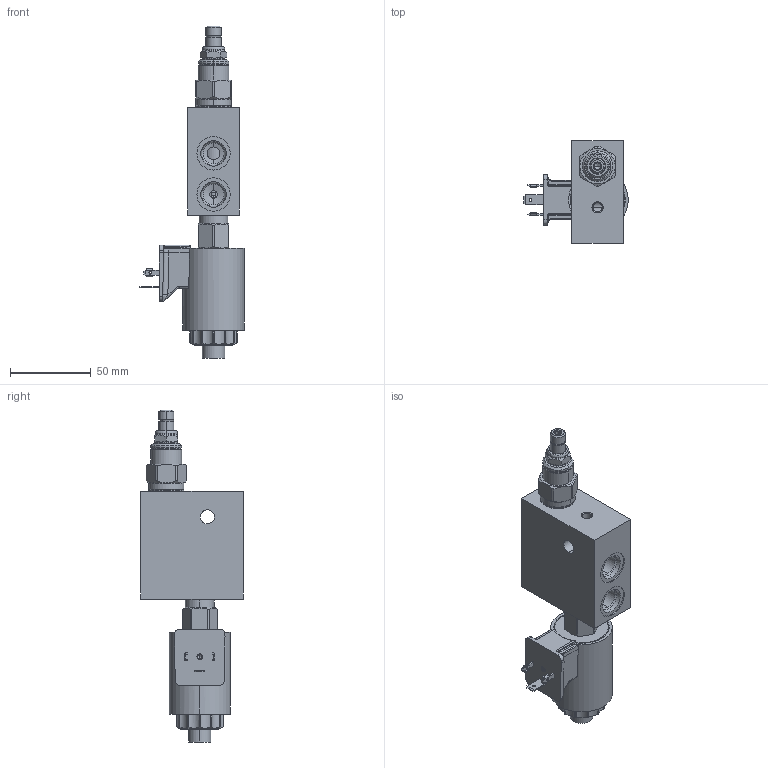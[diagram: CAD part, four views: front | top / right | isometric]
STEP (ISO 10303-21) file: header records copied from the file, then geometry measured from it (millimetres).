
FILE_DESCRIPTION((''),'2;1');
FILE_NAME('XRAGLANFI224_ASM','2023-12-05T',('ProEService'),(''),'PRO/ENGINEER BY PARAMETRIC TECHNOLOGY CORPORATION, 2014200','PRO/ENGINEER BY PARAMETRIC TECHNOLOGY CORPORATION, 2014200','');
FILE_SCHEMA(('CONFIG_CONTROL_DESIGN'));
Length unit declared in the file: inch
Products named in the file (4): 153-574-002; RBACLAN; DTAFMHN224; XRAGLANFI224_ASM
Assembly tree (3 placements, depth 2):
  XRAGLANFI224_ASM
    153-574-002
    RBACLAN
    DTAFMHN224
Bounding box: 64.52 x 63.5 x 205.1 mm (x, y, z)
Volume: 202635.5 mm3; surface area: 69743.2 mm2
Topology: 6 solids, 8 shells, 1054 faces, 2864 edges, 1980 vertices
Faces by surface type: cylinder 363, plane 352, cone 187, torus 102, bspline 36, sphere 8, revolution 6
Entity records: 37068 total; most frequent: CARTESIAN_POINT 10586, DIRECTION 5614, ORIENTED_EDGE 5200, EDGE_CURVE 2600, AXIS2_PLACEMENT_3D 2105, VERTEX_POINT 1629, VECTOR 1398, LINE 1398
